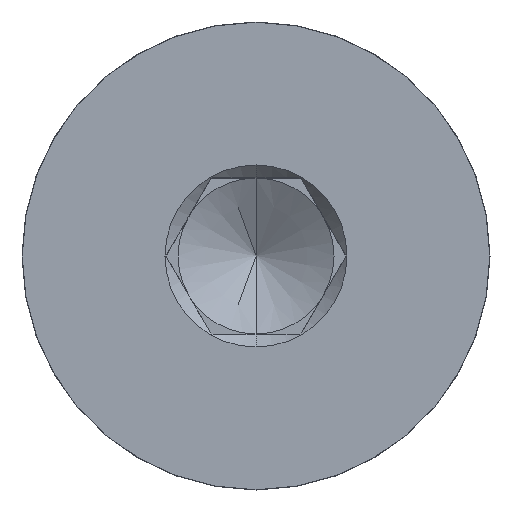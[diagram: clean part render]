
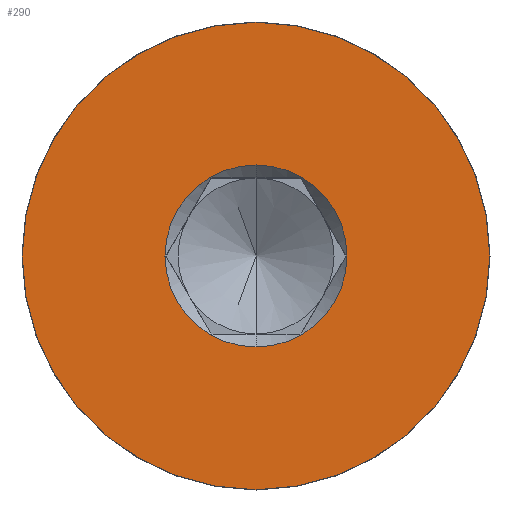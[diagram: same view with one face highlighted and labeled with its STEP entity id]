
A CAD part, left-side view. The second image highlights one B-rep face of the part: STEP entity #290.
In plain terms, the highlighted planar face has unit normal (-1, 0, 0).
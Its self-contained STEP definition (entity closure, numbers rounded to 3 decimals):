
#19=FACE_BOUND('',#95,.F.);
#58=FACE_OUTER_BOUND('',#96,.F.);
#95=EDGE_LOOP('',(#185,#186));
#96=EDGE_LOOP('',(#187,#188));
#185=ORIENTED_EDGE('',*,*,#504,.T.);
#186=ORIENTED_EDGE('',*,*,#465,.T.);
#187=ORIENTED_EDGE('',*,*,#471,.F.);
#188=ORIENTED_EDGE('',*,*,#503,.F.);
#290=ADVANCED_FACE('',(#19,#58),#324,.T.);
#324=PLANE('',#650);
#347=CIRCLE('',#609,3.5);
#349=CIRCLE('',#611,8.99);
#367=CIRCLE('',#629,8.99);
#368=CIRCLE('',#630,3.5);
#465=EDGE_CURVE('',#563,#564,#347,.T.);
#471=EDGE_CURVE('',#558,#561,#349,.T.);
#503=EDGE_CURVE('',#561,#558,#367,.T.);
#504=EDGE_CURVE('',#564,#563,#368,.T.);
#558=VERTEX_POINT('',#885);
#561=VERTEX_POINT('',#888);
#563=VERTEX_POINT('',#890);
#564=VERTEX_POINT('',#891);
#609=AXIS2_PLACEMENT_3D('',#932,#691,#692);
#611=AXIS2_PLACEMENT_3D('',#943,#698,#699);
#629=AXIS2_PLACEMENT_3D('',#975,#748,#749);
#630=AXIS2_PLACEMENT_3D('',#976,#750,#751);
#650=AXIS2_PLACEMENT_3D('',#1040,#808,#809);
#691=DIRECTION('',(-1.,0.,0.));
#692=DIRECTION('',(0.,0.,-1.));
#698=DIRECTION('',(-1.,0.,0.));
#699=DIRECTION('',(0.,0.,1.));
#748=DIRECTION('',(-1.,0.,0.));
#749=DIRECTION('',(0.,0.,-1.));
#750=DIRECTION('',(-1.,0.,0.));
#751=DIRECTION('',(0.,0.,1.));
#808=DIRECTION('',(-1.,0.,0.));
#809=DIRECTION('',(0.,0.,-1.));
#885=CARTESIAN_POINT('',(-15.,0.,8.99));
#888=CARTESIAN_POINT('',(-15.,0.,-8.99));
#890=CARTESIAN_POINT('',(-15.,0.,-3.5));
#891=CARTESIAN_POINT('',(-15.,0.,3.5));
#932=CARTESIAN_POINT('',(-15.,0.,0.));
#943=CARTESIAN_POINT('',(-15.,0.,0.));
#975=CARTESIAN_POINT('',(-15.,0.,0.));
#976=CARTESIAN_POINT('',(-15.,0.,0.));
#1040=CARTESIAN_POINT('',(-15.,9.851,9.889));
